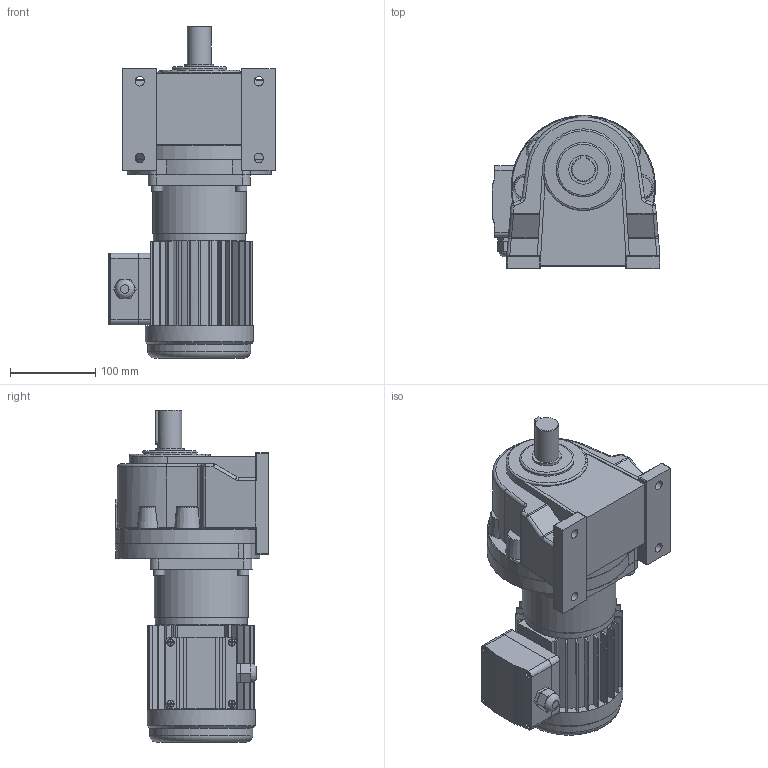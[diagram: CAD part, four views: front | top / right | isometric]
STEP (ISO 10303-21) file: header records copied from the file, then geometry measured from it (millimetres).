
FILE_DESCRIPTION(/* description */ (''),/* implementation_level */ '2;1');
FILE_NAME(/* name */ 'GH卧式高速比附三相、单相铝壳（刹车）齿轮减速马达[GH-28-100W-1000-S-G1-LD-HO].stp',/* time_stamp */ '2022-01-11T09:01:19+08:00',/* author */ ('Administrator'),/* organization */ (''),/* preprocessor_version */ 'ST-DEVELOPER v15.2',/* originating_system */ 'Autodesk Inventor 2014',/* authorisation */ '');
FILE_SCHEMA (('AUTOMOTIVE_DESIGN { 1 0 10303 214 3 1 1 }'));
Length unit declared in the file: millimetre
Products named in the file (3): STP_28_100W 1u8HP___G1_LD__HO_1__5; STP_28_100W 1u8HP___G1_LD__HO_1__1; [GH-28-100W-1000-S-G1-LD-HO]
Bounding box: 197.15 x 180 x 390 mm (x, y, z)
Volume: 5538292.9 mm3; surface area: 337895.8 mm2
Topology: 3 solids, 3 shells, 690 faces, 1752 edges, 1135 vertices
Faces by surface type: plane 530, cylinder 106, torus 27, sphere 16, cone 6, bspline 5
Full cylindrical faces by diameter (mm): 8 x4, 8.5 x4, 11 x4, 13 x4, 18 x1, 21.02 x1, 28 x1, 34 x1, 50 x1, 64 x1, 107.95 x1, 108 x1, 110 x1, 121 x1, 127 x1, 169.4 x1, 169.6 x1
Entity records: 20631 total; most frequent: CARTESIAN_POINT 3975, DIRECTION 3379, ORIENTED_EDGE 3368, EDGE_CURVE 1684, LINE 1277, VECTOR 1277, VERTEX_POINT 1121, AXIS2_PLACEMENT_3D 1051
